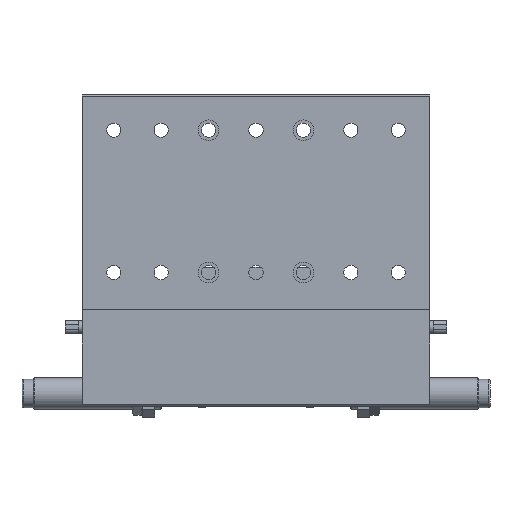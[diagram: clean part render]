
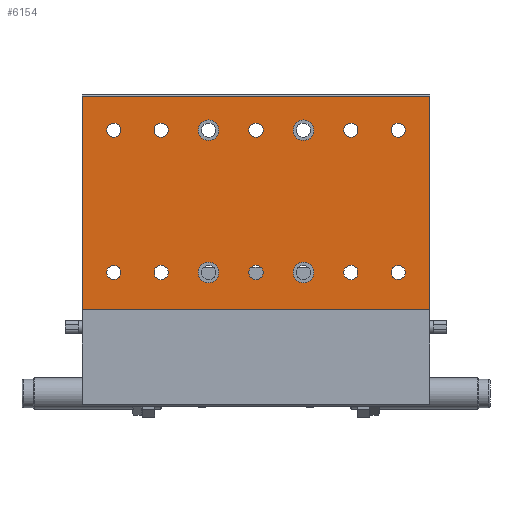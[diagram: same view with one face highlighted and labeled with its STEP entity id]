
A CAD part, top view. The second image highlights one B-rep face of the part: STEP entity #6154.
In plain terms, the highlighted planar face has unit normal (0, 0, 1).
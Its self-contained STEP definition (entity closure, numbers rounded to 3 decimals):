
#5368=CARTESIAN_POINT('',(-26.5,66.5,66.5));
#5369=VERTEX_POINT('',#5368);
#5378=CARTESIAN_POINT('',(-26.5,-68.5,66.5));
#5379=VERTEX_POINT('',#5378);
#5380=CARTESIAN_POINT('',(-26.5,66.5,66.5));
#5381=DIRECTION('',(0.0,-1.0,0.0));
#5382=VECTOR('',#5381,135.0);
#5383=LINE('',#5380,#5382);
#5384=EDGE_CURVE('',#5369,#5379,#5383,.T.);
#5870=CARTESIAN_POINT('',(-246.5,-68.5,66.5));
#5871=VERTEX_POINT('',#5870);
#5885=CARTESIAN_POINT('',(-246.5,-68.5,66.5));
#5886=DIRECTION('',(1.0,0.0,0.0));
#5887=VECTOR('',#5886,220.0);
#5888=LINE('',#5885,#5887);
#5889=EDGE_CURVE('',#5871,#5379,#5888,.T.);
#5947=CARTESIAN_POINT('',(-246.5,66.5,66.5));
#5948=VERTEX_POINT('',#5947);
#5975=CARTESIAN_POINT('',(-246.5,-68.5,66.5));
#5976=DIRECTION('',(0.0,1.0,0.0));
#5977=VECTOR('',#5976,135.);
#5978=LINE('',#5975,#5977);
#5979=EDGE_CURVE('',#5871,#5948,#5978,.T.);
#5984=CARTESIAN_POINT('',(-136.5,-31.,66.5));
#5985=DIRECTION('',(0.0,0.0,1.0));
#5986=DIRECTION('',(1.0,0.0,0.0));
#5987=AXIS2_PLACEMENT_3D('',#5984,#5985,#5986);
#5988=PLANE('',#5987);
#5989=CARTESIAN_POINT('',(-246.5,66.5,66.5));
#5990=DIRECTION('',(1.0,0.0,0.0));
#5991=VECTOR('',#5990,220.0);
#5992=LINE('',#5989,#5991);
#5993=EDGE_CURVE('',#5948,#5369,#5992,.T.);
#5994=ORIENTED_EDGE('',*,*,#5993,.F.);
#5995=ORIENTED_EDGE('',*,*,#5979,.F.);
#5996=ORIENTED_EDGE('',*,*,#5889,.T.);
#5997=ORIENTED_EDGE('',*,*,#5384,.F.);
#5998=EDGE_LOOP('',(#5994,#5995,#5996,#5997));
#5999=FACE_OUTER_BOUND('',#5998,.T.);
#6000=CARTESIAN_POINT('',(-100.,-45.,66.5));
#6001=VERTEX_POINT('',#6000);
#6002=CARTESIAN_POINT('',(-106.5,-45.,66.5));
#6003=DIRECTION('',(0.0,0.0,-1.0));
#6004=DIRECTION('',(1.0,0.0,0.0));
#6005=AXIS2_PLACEMENT_3D('',#6002,#6003,#6004);
#6006=CIRCLE('',#6005,6.5);
#6007=EDGE_CURVE('',#6001,#6001,#6006,.T.);
#6008=ORIENTED_EDGE('',*,*,#6007,.T.);
#6009=EDGE_LOOP('',(#6008));
#6010=FACE_BOUND('',#6009,.T.);
#6011=CARTESIAN_POINT('',(-160.,45.,66.5));
#6012=VERTEX_POINT('',#6011);
#6013=CARTESIAN_POINT('',(-166.5,45.,66.5));
#6014=DIRECTION('',(0.0,0.0,-1.0));
#6015=DIRECTION('',(1.0,0.0,0.0));
#6016=AXIS2_PLACEMENT_3D('',#6013,#6014,#6015);
#6017=CIRCLE('',#6016,6.5);
#6018=EDGE_CURVE('',#6012,#6012,#6017,.T.);
#6019=ORIENTED_EDGE('',*,*,#6018,.T.);
#6020=EDGE_LOOP('',(#6019));
#6021=FACE_BOUND('',#6020,.T.);
#6022=CARTESIAN_POINT('',(-160.,-45.,66.5));
#6023=VERTEX_POINT('',#6022);
#6024=CARTESIAN_POINT('',(-166.5,-45.,66.5));
#6025=DIRECTION('',(0.0,0.0,-1.0));
#6026=DIRECTION('',(1.0,0.0,0.0));
#6027=AXIS2_PLACEMENT_3D('',#6024,#6025,#6026);
#6028=CIRCLE('',#6027,6.5);
#6029=EDGE_CURVE('',#6023,#6023,#6028,.T.);
#6030=ORIENTED_EDGE('',*,*,#6029,.T.);
#6031=EDGE_LOOP('',(#6030));
#6032=FACE_BOUND('',#6031,.T.);
#6033=CARTESIAN_POINT('',(-100.,45.,66.5));
#6034=VERTEX_POINT('',#6033);
#6035=CARTESIAN_POINT('',(-106.5,45.,66.5));
#6036=DIRECTION('',(0.0,0.0,-1.0));
#6037=DIRECTION('',(1.0,0.0,0.0));
#6038=AXIS2_PLACEMENT_3D('',#6035,#6036,#6037);
#6039=CIRCLE('',#6038,6.5);
#6040=EDGE_CURVE('',#6034,#6034,#6039,.T.);
#6041=ORIENTED_EDGE('',*,*,#6040,.T.);
#6042=EDGE_LOOP('',(#6041));
#6043=FACE_BOUND('',#6042,.T.);
#6044=CARTESIAN_POINT('',(-72.,-45.,66.5));
#6045=VERTEX_POINT('',#6044);
#6046=CARTESIAN_POINT('',(-76.5,-45.,66.5));
#6047=DIRECTION('',(0.0,0.0,-1.0));
#6048=DIRECTION('',(1.0,0.0,0.0));
#6049=AXIS2_PLACEMENT_3D('',#6046,#6047,#6048);
#6050=CIRCLE('',#6049,4.5);
#6051=EDGE_CURVE('',#6045,#6045,#6050,.T.);
#6052=ORIENTED_EDGE('',*,*,#6051,.T.);
#6053=EDGE_LOOP('',(#6052));
#6054=FACE_BOUND('',#6053,.T.);
#6055=CARTESIAN_POINT('',(-132.,-45.,66.5));
#6056=VERTEX_POINT('',#6055);
#6057=CARTESIAN_POINT('',(-136.5,-45.,66.5));
#6058=DIRECTION('',(0.0,0.0,-1.0));
#6059=DIRECTION('',(1.0,0.0,0.0));
#6060=AXIS2_PLACEMENT_3D('',#6057,#6058,#6059);
#6061=CIRCLE('',#6060,4.5);
#6062=EDGE_CURVE('',#6056,#6056,#6061,.T.);
#6063=ORIENTED_EDGE('',*,*,#6062,.T.);
#6064=EDGE_LOOP('',(#6063));
#6065=FACE_BOUND('',#6064,.T.);
#6066=CARTESIAN_POINT('',(-192.,-45.,66.5));
#6067=VERTEX_POINT('',#6066);
#6068=CARTESIAN_POINT('',(-196.5,-45.,66.5));
#6069=DIRECTION('',(0.0,0.0,-1.0));
#6070=DIRECTION('',(1.0,0.0,0.0));
#6071=AXIS2_PLACEMENT_3D('',#6068,#6069,#6070);
#6072=CIRCLE('',#6071,4.5);
#6073=EDGE_CURVE('',#6067,#6067,#6072,.T.);
#6074=ORIENTED_EDGE('',*,*,#6073,.T.);
#6075=EDGE_LOOP('',(#6074));
#6076=FACE_BOUND('',#6075,.T.);
#6077=CARTESIAN_POINT('',(-222.,-45.,66.5));
#6078=VERTEX_POINT('',#6077);
#6079=CARTESIAN_POINT('',(-226.5,-45.,66.5));
#6080=DIRECTION('',(0.0,0.0,-1.0));
#6081=DIRECTION('',(1.0,0.0,0.0));
#6082=AXIS2_PLACEMENT_3D('',#6079,#6080,#6081);
#6083=CIRCLE('',#6082,4.5);
#6084=EDGE_CURVE('',#6078,#6078,#6083,.T.);
#6085=ORIENTED_EDGE('',*,*,#6084,.T.);
#6086=EDGE_LOOP('',(#6085));
#6087=FACE_BOUND('',#6086,.T.);
#6088=CARTESIAN_POINT('',(-42.,45.,66.5));
#6089=VERTEX_POINT('',#6088);
#6090=CARTESIAN_POINT('',(-46.5,45.,66.5));
#6091=DIRECTION('',(0.0,0.0,-1.0));
#6092=DIRECTION('',(1.0,0.0,0.0));
#6093=AXIS2_PLACEMENT_3D('',#6090,#6091,#6092);
#6094=CIRCLE('',#6093,4.5);
#6095=EDGE_CURVE('',#6089,#6089,#6094,.T.);
#6096=ORIENTED_EDGE('',*,*,#6095,.T.);
#6097=EDGE_LOOP('',(#6096));
#6098=FACE_BOUND('',#6097,.T.);
#6099=CARTESIAN_POINT('',(-72.,45.,66.5));
#6100=VERTEX_POINT('',#6099);
#6101=CARTESIAN_POINT('',(-76.5,45.,66.5));
#6102=DIRECTION('',(0.0,0.0,-1.0));
#6103=DIRECTION('',(1.0,0.0,0.0));
#6104=AXIS2_PLACEMENT_3D('',#6101,#6102,#6103);
#6105=CIRCLE('',#6104,4.5);
#6106=EDGE_CURVE('',#6100,#6100,#6105,.T.);
#6107=ORIENTED_EDGE('',*,*,#6106,.T.);
#6108=EDGE_LOOP('',(#6107));
#6109=FACE_BOUND('',#6108,.T.);
#6110=CARTESIAN_POINT('',(-132.,45.,66.5));
#6111=VERTEX_POINT('',#6110);
#6112=CARTESIAN_POINT('',(-136.5,45.,66.5));
#6113=DIRECTION('',(0.0,0.0,-1.0));
#6114=DIRECTION('',(1.0,0.0,0.0));
#6115=AXIS2_PLACEMENT_3D('',#6112,#6113,#6114);
#6116=CIRCLE('',#6115,4.5);
#6117=EDGE_CURVE('',#6111,#6111,#6116,.T.);
#6118=ORIENTED_EDGE('',*,*,#6117,.T.);
#6119=EDGE_LOOP('',(#6118));
#6120=FACE_BOUND('',#6119,.T.);
#6121=CARTESIAN_POINT('',(-192.,45.,66.5));
#6122=VERTEX_POINT('',#6121);
#6123=CARTESIAN_POINT('',(-196.5,45.,66.5));
#6124=DIRECTION('',(0.0,0.0,-1.0));
#6125=DIRECTION('',(1.0,0.0,0.0));
#6126=AXIS2_PLACEMENT_3D('',#6123,#6124,#6125);
#6127=CIRCLE('',#6126,4.5);
#6128=EDGE_CURVE('',#6122,#6122,#6127,.T.);
#6129=ORIENTED_EDGE('',*,*,#6128,.T.);
#6130=EDGE_LOOP('',(#6129));
#6131=FACE_BOUND('',#6130,.T.);
#6132=CARTESIAN_POINT('',(-42.,-45.,66.5));
#6133=VERTEX_POINT('',#6132);
#6134=CARTESIAN_POINT('',(-46.5,-45.,66.5));
#6135=DIRECTION('',(0.0,0.0,-1.0));
#6136=DIRECTION('',(1.0,0.0,0.0));
#6137=AXIS2_PLACEMENT_3D('',#6134,#6135,#6136);
#6138=CIRCLE('',#6137,4.5);
#6139=EDGE_CURVE('',#6133,#6133,#6138,.T.);
#6140=ORIENTED_EDGE('',*,*,#6139,.T.);
#6141=EDGE_LOOP('',(#6140));
#6142=FACE_BOUND('',#6141,.T.);
#6143=CARTESIAN_POINT('',(-222.,45.,66.5));
#6144=VERTEX_POINT('',#6143);
#6145=CARTESIAN_POINT('',(-226.5,45.,66.5));
#6146=DIRECTION('',(0.0,0.0,-1.0));
#6147=DIRECTION('',(1.0,0.0,0.0));
#6148=AXIS2_PLACEMENT_3D('',#6145,#6146,#6147);
#6149=CIRCLE('',#6148,4.5);
#6150=EDGE_CURVE('',#6144,#6144,#6149,.T.);
#6151=ORIENTED_EDGE('',*,*,#6150,.T.);
#6152=EDGE_LOOP('',(#6151));
#6153=FACE_BOUND('',#6152,.T.);
#6154=ADVANCED_FACE('',(#5999,#6010,#6021,#6032,#6043,#6054,#6065,#6076,#6087,#6098,#6109,#6120,#6131,#6142,#6153),#5988,.T.);
